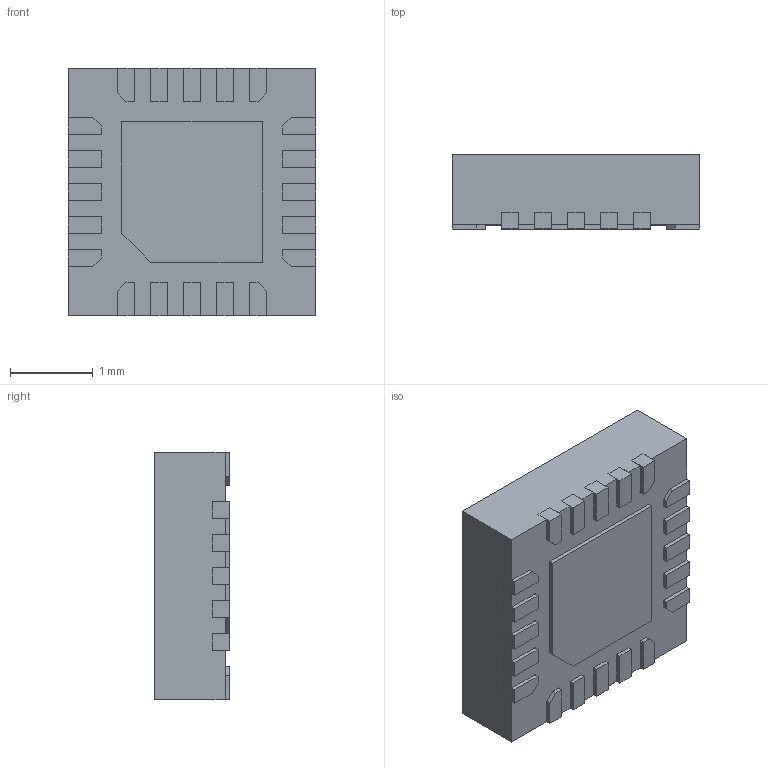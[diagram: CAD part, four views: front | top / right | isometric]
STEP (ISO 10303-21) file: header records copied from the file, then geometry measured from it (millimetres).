
FILE_DESCRIPTION (( 'STEP AP214' ), '1' );
FILE_NAME ('ATTINY1616-MFR.STEP', '2023-03-31T08:09:07', ( '' ), ( '' ), 'SwSTEP 2.0', 'SolidWorks 2021', '' );
FILE_SCHEMA (( 'AUTOMOTIVE_DESIGN' ));
Length unit declared in the file: millimetre
Products named in the file (1): ATTINY1616-MFR
Bounding box: 3 x 0.9 x 3 mm (x, y, z)
Volume: 7.9 mm3; surface area: 46.7 mm2
Topology: 23 solids, 23 shells, 242 faces, 582 edges, 388 vertices
Faces by surface type: plane 238, cylinder 4
Entity records: 7126 total; most frequent: CARTESIAN_POINT 1213, ORIENTED_EDGE 1164, DIRECTION 1076, EDGE_CURVE 582, LINE 574, VECTOR 574, VERTEX_POINT 388, AXIS2_PLACEMENT_3D 251
